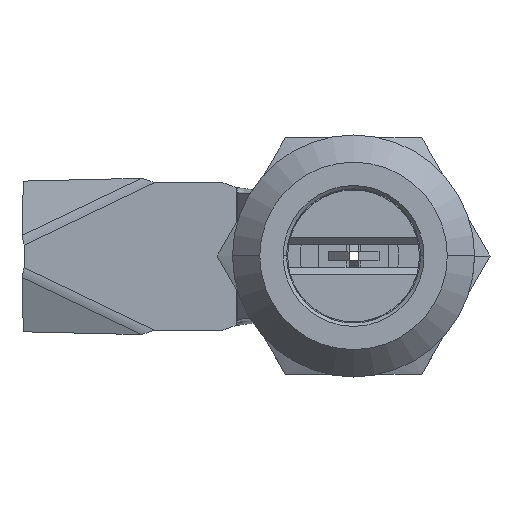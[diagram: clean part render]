
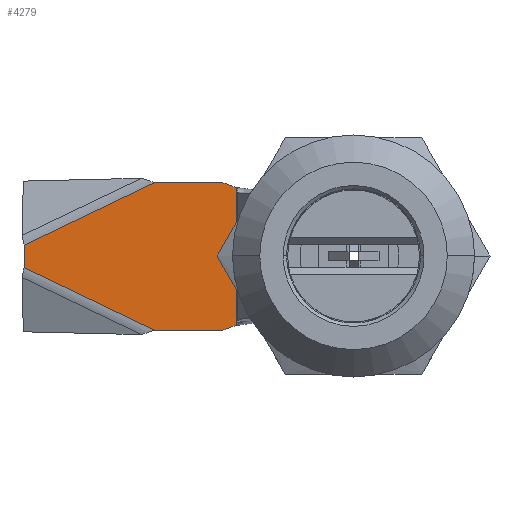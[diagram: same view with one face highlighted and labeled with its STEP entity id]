
A CAD part, top view. The second image highlights one B-rep face of the part: STEP entity #4279.
In plain terms, the highlighted planar face has unit normal (0, 0, 1).
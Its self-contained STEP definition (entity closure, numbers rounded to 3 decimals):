
#379 = CARTESIAN_POINT ( 'NONE',  ( -17.496, 6.5, -24.75 ) ) ;
#474 = CIRCLE ( 'NONE', #13770, 12.686 ) ;
#632 = ORIENTED_EDGE ( 'NONE', *, *, #4893, .F. ) ;
#689 = ORIENTED_EDGE ( 'NONE', *, *, #1572, .F. ) ;
#759 = VERTEX_POINT ( 'NONE', #3385 ) ;
#1098 = VECTOR ( 'NONE', #14140, 1000. ) ;
#1168 = DIRECTION ( 'NONE',  ( 1., 0., 0. ) ) ;
#1306 = CARTESIAN_POINT ( 'NONE',  ( -10.321, 18.186, -24.75 ) ) ;
#1367 = DIRECTION ( 'NONE',  ( 0., 0., 1. ) ) ;
#1572 = EDGE_CURVE ( 'NONE', #6096, #759, #474, .T. ) ;
#1750 = CARTESIAN_POINT ( 'NONE',  ( -29., 0.998, -24.75 ) ) ;
#1869 = LINE ( 'NONE', #15445, #6656 ) ;
#2859 = CARTESIAN_POINT ( 'NONE',  ( -6.563, 18.186, -24.75 ) ) ;
#2980 = VERTEX_POINT ( 'NONE', #1750 ) ;
#3385 = CARTESIAN_POINT ( 'NONE',  ( -11.5, -6.5, -24.75 ) ) ;
#3610 = VECTOR ( 'NONE', #11056, 1000. ) ;
#3927 = LINE ( 'NONE', #11183, #1098 ) ;
#4279 = ADVANCED_FACE ( 'NONE', ( #17872 ), #14498, .T. ) ;
#4708 = CARTESIAN_POINT ( 'NONE',  ( -29., -0.998, -24.75 ) ) ;
#4893 = EDGE_CURVE ( 'NONE', #759, #16968, #5408, .T. ) ;
#4948 = DIRECTION ( 'NONE',  ( 0., 1., 0. ) ) ;
#5039 = DIRECTION ( 'NONE',  ( 0., 0., 1. ) ) ;
#5408 = LINE ( 'NONE', #16084, #11399 ) ;
#5538 = AXIS2_PLACEMENT_3D ( 'NONE', #2859, #1367, #1168 ) ;
#5587 = VERTEX_POINT ( 'NONE', #7045 ) ;
#6096 = VERTEX_POINT ( 'NONE', #8970 ) ;
#6107 = VECTOR ( 'NONE', #11000, 1000. ) ;
#6492 = CARTESIAN_POINT ( 'NONE',  ( -29., 6.5, -24.75 ) ) ;
#6656 = VECTOR ( 'NONE', #4948, 1000. ) ;
#6975 = VERTEX_POINT ( 'NONE', #379 ) ;
#7010 = EDGE_CURVE ( 'NONE', #11275, #2980, #1869, .T. ) ;
#7045 = CARTESIAN_POINT ( 'NONE',  ( -10.321, 6.069, -24.75 ) ) ;
#7070 = VECTOR ( 'NONE', #17869, 1000. ) ;
#7567 = ORIENTED_EDGE ( 'NONE', *, *, #19009, .T. ) ;
#7823 = CARTESIAN_POINT ( 'NONE',  ( -14.331, -8.013, -24.75 ) ) ;
#7934 = DIRECTION ( 'NONE',  ( -1., 0., 0. ) ) ;
#8231 = EDGE_CURVE ( 'NONE', #2980, #6975, #3927, .T. ) ;
#8697 = DIRECTION ( 'NONE',  ( -1., 0., 0. ) ) ;
#8799 = EDGE_CURVE ( 'NONE', #18733, #5587, #9676, .T. ) ;
#8965 = LINE ( 'NONE', #1306, #7070 ) ;
#8970 = CARTESIAN_POINT ( 'NONE',  ( -10.321, -6.069, -24.75 ) ) ;
#9676 = CIRCLE ( 'NONE', #5538, 12.686 ) ;
#10258 = CARTESIAN_POINT ( 'NONE',  ( -1.801, 18.186, -24.75 ) ) ;
#10918 = CARTESIAN_POINT ( 'NONE',  ( -6.563, -18.186, -24.75 ) ) ;
#11000 = DIRECTION ( 'NONE',  ( 0.902, -0.431, 0. ) ) ;
#11056 = DIRECTION ( 'NONE',  ( 1., 0., 0. ) ) ;
#11152 = LINE ( 'NONE', #6492, #3610 ) ;
#11183 = CARTESIAN_POINT ( 'NONE',  ( -0.174, 14.784, -24.75 ) ) ;
#11275 = VERTEX_POINT ( 'NONE', #4708 ) ;
#11277 = ORIENTED_EDGE ( 'NONE', *, *, #8231, .F. ) ;
#11399 = VECTOR ( 'NONE', #8697, 1000. ) ;
#11589 = CARTESIAN_POINT ( 'NONE',  ( -17.496, -6.5, -24.75 ) ) ;
#11611 = ORIENTED_EDGE ( 'NONE', *, *, #8799, .F. ) ;
#11734 = DIRECTION ( 'NONE',  ( 0., 0., 1. ) ) ;
#12942 = ORIENTED_EDGE ( 'NONE', *, *, #14927, .F. ) ;
#13770 = AXIS2_PLACEMENT_3D ( 'NONE', #10918, #5039, #7934 ) ;
#14140 = DIRECTION ( 'NONE',  ( 0.902, 0.431, 0. ) ) ;
#14378 = CARTESIAN_POINT ( 'NONE',  ( -11.5, 6.5, -24.75 ) ) ;
#14420 = EDGE_CURVE ( 'NONE', #6975, #18733, #11152, .T. ) ;
#14498 = PLANE ( 'NONE',  #17481 ) ;
#14927 = EDGE_CURVE ( 'NONE', #5587, #6096, #8965, .T. ) ;
#15238 = LINE ( 'NONE', #7823, #6107 ) ;
#15333 = EDGE_LOOP ( 'NONE', ( #18008, #7567, #632, #689, #12942, #11611, #18230, #11277 ) ) ;
#15445 = CARTESIAN_POINT ( 'NONE',  ( -29., 6.5, -24.75 ) ) ;
#16084 = CARTESIAN_POINT ( 'NONE',  ( -29., -6.5, -24.75 ) ) ;
#16272 = DIRECTION ( 'NONE',  ( 1., 0., 0. ) ) ;
#16968 = VERTEX_POINT ( 'NONE', #11589 ) ;
#17481 = AXIS2_PLACEMENT_3D ( 'NONE', #10258, #11734, #16272 ) ;
#17869 = DIRECTION ( 'NONE',  ( 0., -1., 0. ) ) ;
#17872 = FACE_OUTER_BOUND ( 'NONE', #15333, .T. ) ;
#18008 = ORIENTED_EDGE ( 'NONE', *, *, #7010, .F. ) ;
#18230 = ORIENTED_EDGE ( 'NONE', *, *, #14420, .F. ) ;
#18733 = VERTEX_POINT ( 'NONE', #14378 ) ;
#19009 = EDGE_CURVE ( 'NONE', #11275, #16968, #15238, .T. ) ;
